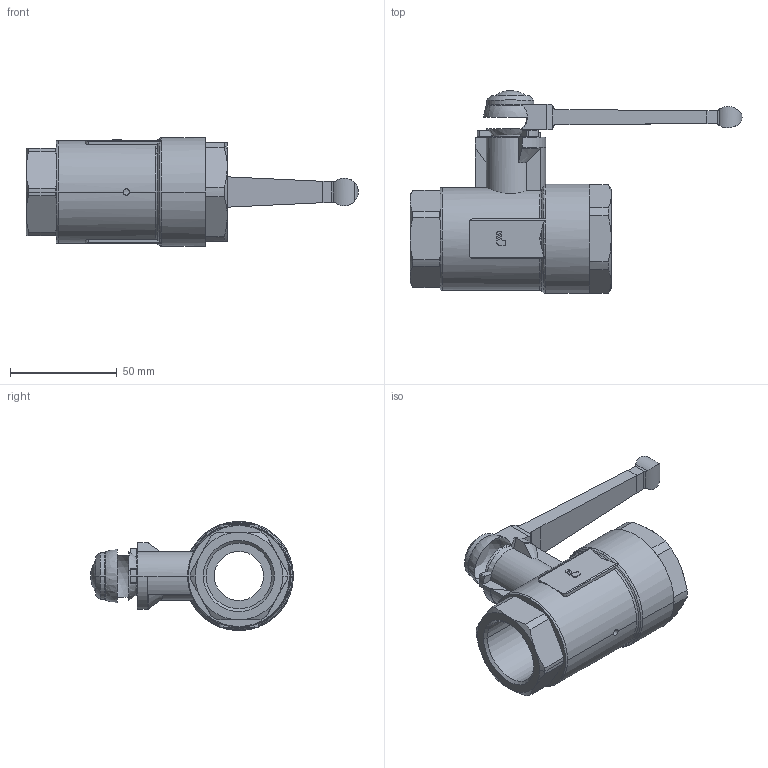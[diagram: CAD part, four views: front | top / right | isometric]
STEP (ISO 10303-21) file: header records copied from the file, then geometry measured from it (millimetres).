
FILE_DESCRIPTION(('STEP AP214'),'1');
FILE_NAME('0469_23_34.stp','2016-07-07T14:23:56',('TraceParts'),('TraceParts S.A.'),'Spatial InterOp 3D',' ',' ');
FILE_SCHEMA(('automotive_design'));
Length unit declared in the file: millimetre
Products named in the file (1): 1
Bounding box: 155.4 x 94.91 x 51 mm (x, y, z)
Volume: 139364.3 mm3; surface area: 35294.7 mm2
Topology: 1 solids, 1 shells, 240 faces, 656 edges, 422 vertices
Faces by surface type: cylinder 83, plane 80, cone 43, torus 26, revolution 6, sphere 2
Entity records: 8756 total; most frequent: CARTESIAN_POINT 2787, ORIENTED_EDGE 1304, DIRECTION 1227, EDGE_CURVE 652, AXIS2_PLACEMENT_3D 478, VERTEX_POINT 422, LINE 265, VECTOR 265
